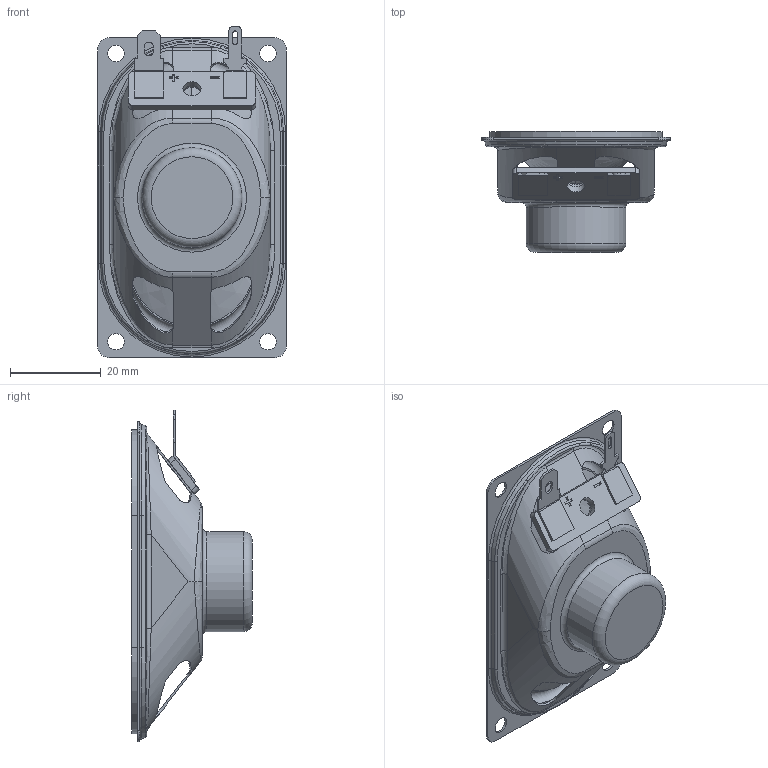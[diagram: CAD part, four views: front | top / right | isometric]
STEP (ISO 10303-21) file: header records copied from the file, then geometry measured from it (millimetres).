
FILE_DESCRIPTION(/* description */ (''),/* implementation_level */ '2;1');
FILE_NAME(/* name */ 'Visaton SC 4.7 ND Speaker.stp',/* time_stamp */ '2020-06-06T17:23:37+01:00',/* author */ ('james'),/* organization */ (''),/* preprocessor_version */ 'ST-DEVELOPER v18.1',/* originating_system */ 'Autodesk Inventor 2020',/* authorisation */ '');
FILE_SCHEMA (('AUTOMOTIVE_DESIGN { 1 0 10303 214 3 1 1 }'));
Length unit declared in the file: millimetre
Products named in the file (1): Visaton SC 4.7 ND Speaker
Bounding box: 41.5 x 26.6 x 72.99 mm (x, y, z)
Volume: 6462.2 mm3; surface area: 17405.6 mm2
Topology: 9 solids, 9 shells, 272 faces, 721 edges, 467 vertices
Faces by surface type: plane 120, cylinder 70, bspline 56, torus 18, cone 8
Full cylindrical faces by diameter (mm): 3.6 x4, 4 x2, 12.968 x1, 15 x1, 21 x1, 22 x1
Entity records: 30555 total; most frequent: CARTESIAN_POINT 23864, ORIENTED_EDGE 1442, DIRECTION 1282, EDGE_CURVE 721, VERTEX_POINT 467, AXIS2_PLACEMENT_3D 464, LINE 354, VECTOR 354
